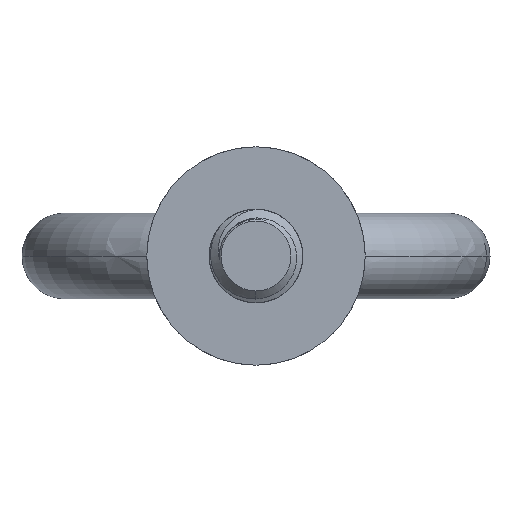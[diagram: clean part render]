
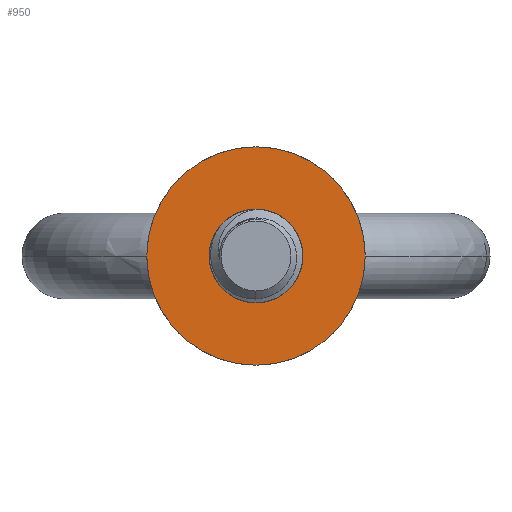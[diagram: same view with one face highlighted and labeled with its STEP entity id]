
A CAD part, front view. The second image highlights one B-rep face of the part: STEP entity #950.
In plain terms, the highlighted planar face has unit normal (0, -1, 0).
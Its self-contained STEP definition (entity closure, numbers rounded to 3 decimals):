
#14 = CARTESIAN_POINT ( 'NONE',  ( 2.603, 0., -1.251 ) ) ;
#32 = CARTESIAN_POINT ( 'NONE',  ( 2.989, 0., -0.132 ) ) ;
#139 = CARTESIAN_POINT ( 'NONE',  ( -2.281, 0., 0.92 ) ) ;
#152 = FACE_BOUND ( 'NONE', #783, .T. ) ;
#265 = CARTESIAN_POINT ( 'NONE',  ( -1.772, 0., -1.552 ) ) ;
#293 = CARTESIAN_POINT ( 'NONE',  ( -2.112, 0., -1.042 ) ) ;
#340 = CARTESIAN_POINT ( 'NONE',  ( -7., 0., 0. ) ) ;
#354 = CARTESIAN_POINT ( 'NONE',  ( 2.968, 0., -0.264 ) ) ;
#414 = FACE_OUTER_BOUND ( 'NONE', #1796, .T. ) ;
#423 = CIRCLE ( 'NONE', #1157, 3. ) ;
#450 = CARTESIAN_POINT ( 'NONE',  ( 0.565, 0., 2.784 ) ) ;
#492 = CARTESIAN_POINT ( 'NONE',  ( -2.365, 0., 0.535 ) ) ;
#506 = CARTESIAN_POINT ( 'NONE',  ( -1.875, 0., 1.745 ) ) ;
#587 = DIRECTION ( 'NONE',  ( 0., 0., -1. ) ) ;
#627 = CARTESIAN_POINT ( 'NONE',  ( -1.495, 0., -1.87 ) ) ;
#661 = B_SPLINE_CURVE_WITH_KNOTS ( 'NONE', 3,
 ( #2680, #627, #2997, #1328, #3706, #2005, #3375, #3057, #1714, #4092, #3751, #1019, #4075, #3410, #2031, #14, #2049, #2391, #1377, #354, #32, #2729 ),
 .UNSPECIFIED., .F., .F.,
 ( 4, 2, 2, 2, 2, 2, 2, 2, 2, 2, 4 ),
 ( 0., 0.001, 0.002, 0.002, 0.003, 0.004, 0.004, 0.005, 0.006, 0.006, 0.006 ),
 .UNSPECIFIED. ) ;
#783 = EDGE_LOOP ( 'NONE', ( #1257, #2904, #3983, #4296 ) ) ;
#805 = CARTESIAN_POINT ( 'NONE',  ( 1.692, 0., 2.434 ) ) ;
#816 = CARTESIAN_POINT ( 'NONE',  ( 2.121, 0., 2.121 ) ) ;
#831 = CARTESIAN_POINT ( 'NONE',  ( -1.951, 0., 1.638 ) ) ;
#950 = ADVANCED_FACE ( 'NONE', ( #152, #414 ), #1621, .T. ) ;
#985 = DIRECTION ( 'NONE',  ( 0., -1., 0. ) ) ;
#992 = CARTESIAN_POINT ( 'NONE',  ( -2.35, 0., 0. ) ) ;
#1019 = CARTESIAN_POINT ( 'NONE',  ( 1.68, 0., -2.18 ) ) ;
#1118 = CARTESIAN_POINT ( 'NONE',  ( -0.609, 0., 2.667 ) ) ;
#1128 = VERTEX_POINT ( 'NONE', #340 ) ;
#1145 = CARTESIAN_POINT ( 'NONE',  ( -1.315, 0., 2.304 ) ) ;
#1157 = AXIS2_PLACEMENT_3D ( 'NONE', #3023, #985, #3370 ) ;
#1163 = CARTESIAN_POINT ( 'NONE',  ( 1.919, 0., 2.291 ) ) ;
#1232 = VERTEX_POINT ( 'NONE', #992 ) ;
#1246 = CARTESIAN_POINT ( 'NONE',  ( 0., 0., 0. ) ) ;
#1250 = DIRECTION ( 'NONE',  ( 0., -1., 0. ) ) ;
#1257 = ORIENTED_EDGE ( 'NONE', *, *, #2690, .F. ) ;
#1260 = EDGE_CURVE ( 'NONE', #3651, #2325, #661, .T. ) ;
#1328 = CARTESIAN_POINT ( 'NONE',  ( -0.853, 0., -2.334 ) ) ;
#1377 = CARTESIAN_POINT ( 'NONE',  ( 2.909, 0., -0.521 ) ) ;
#1463 = CARTESIAN_POINT ( 'NONE',  ( -1.612, 0., 2.042 ) ) ;
#1477 = CARTESIAN_POINT ( 'NONE',  ( 7., 0., 0. ) ) ;
#1517 = CARTESIAN_POINT ( 'NONE',  ( 1.214, 0., 2.649 ) ) ;
#1531 = AXIS2_PLACEMENT_3D ( 'NONE', #3287, #1250, #3987 ) ;
#1621 = PLANE ( 'NONE',  #3406 ) ;
#1637 = CARTESIAN_POINT ( 'NONE',  ( -2.275, 0., -0.611 ) ) ;
#1714 = CARTESIAN_POINT ( 'NONE',  ( 0.958, 0., -2.504 ) ) ;
#1722 = CARTESIAN_POINT ( 'NONE',  ( 2.121, 0., 2.121 ) ) ;
#1796 = EDGE_LOOP ( 'NONE', ( #3012, #2009 ) ) ;
#1836 = CIRCLE ( 'NONE', #1531, 7. ) ;
#1996 = B_SPLINE_CURVE_WITH_KNOTS ( 'NONE', 3,
 ( #3700, #4333, #2650, #1637, #4010, #293, #2665, #2281, #265, #2740 ),
 .UNSPECIFIED., .F., .F.,
 ( 4, 2, 2, 2, 4 ),
 ( 0., 0., 0.001, 0.001, 0.002 ),
 .UNSPECIFIED. ) ;
#2005 = CARTESIAN_POINT ( 'NONE',  ( -0.096, 0., -2.57 ) ) ;
#2009 = ORIENTED_EDGE ( 'NONE', *, *, #3283, .T. ) ;
#2031 = CARTESIAN_POINT ( 'NONE',  ( 2.29, 0., -1.674 ) ) ;
#2049 = CARTESIAN_POINT ( 'NONE',  ( 2.732, 0., -1.015 ) ) ;
#2142 = CARTESIAN_POINT ( 'NONE',  ( -1.092, 0., 2.448 ) ) ;
#2196 = CARTESIAN_POINT ( 'NONE',  ( -0.357, 0., 2.739 ) ) ;
#2228 = DIRECTION ( 'NONE',  ( 0., -1., 0. ) ) ;
#2251 = EDGE_CURVE ( 'NONE', #2325, #3818, #423, .T. ) ;
#2281 = CARTESIAN_POINT ( 'NONE',  ( -1.869, 0., -1.434 ) ) ;
#2325 = VERTEX_POINT ( 'NONE', #2454 ) ;
#2391 = CARTESIAN_POINT ( 'NONE',  ( 2.871, 0., -0.647 ) ) ;
#2454 = CARTESIAN_POINT ( 'NONE',  ( 3., 0., 0. ) ) ;
#2471 = CARTESIAN_POINT ( 'NONE',  ( 0.171, 0., 2.797 ) ) ;
#2528 = CARTESIAN_POINT ( 'NONE',  ( -1.705, 0., 1.946 ) ) ;
#2589 = DIRECTION ( 'NONE',  ( 0., -1., 0. ) ) ;
#2650 = CARTESIAN_POINT ( 'NONE',  ( -2.335, 0., -0.31 ) ) ;
#2665 = CARTESIAN_POINT ( 'NONE',  ( -2.039, 0., -1.179 ) ) ;
#2680 = CARTESIAN_POINT ( 'NONE',  ( -1.662, 0., -1.662 ) ) ;
#2690 = EDGE_CURVE ( 'NONE', #1232, #3651, #1996, .T. ) ;
#2729 = CARTESIAN_POINT ( 'NONE',  ( 3., 0., 0. ) ) ;
#2740 = CARTESIAN_POINT ( 'NONE',  ( -1.662, 0., -1.662 ) ) ;
#2825 = CARTESIAN_POINT ( 'NONE',  ( -2.086, 0., 1.412 ) ) ;
#2904 = ORIENTED_EDGE ( 'NONE', *, *, #3517, .F. ) ;
#2997 = CARTESIAN_POINT ( 'NONE',  ( -1.3, 0., -2.046 ) ) ;
#3012 = ORIENTED_EDGE ( 'NONE', *, *, #3683, .T. ) ;
#3023 = CARTESIAN_POINT ( 'NONE',  ( 0., 0., 0. ) ) ;
#3057 = CARTESIAN_POINT ( 'NONE',  ( 0.698, 0., -2.559 ) ) ;
#3189 = CARTESIAN_POINT ( 'NONE',  ( 0.037, 0., 2.79 ) ) ;
#3197 = B_SPLINE_CURVE_WITH_KNOTS ( 'NONE', 3,
 ( #816, #1163, #805, #1517, #3562, #450, #3500, #2471, #3189, #2196, #1118, #2142, #1145, #1463, #2528, #506, #831, #2825, #3213, #3903, #139, #492, #4185, #3845 ),
 .UNSPECIFIED., .F., .F.,
 ( 4, 2, 2, 2, 2, 2, 2, 2, 2, 2, 2, 4 ),
 ( 0.001, 0.001, 0.002, 0.003, 0.003, 0.004, 0.005, 0.005, 0.005, 0.006, 0.006, 0.007 ),
 .UNSPECIFIED. ) ;
#3213 = CARTESIAN_POINT ( 'NONE',  ( -2.145, 0., 1.292 ) ) ;
#3283 = EDGE_CURVE ( 'NONE', #1128, #3625, #1836, .T. ) ;
#3287 = CARTESIAN_POINT ( 'NONE',  ( 0., 0., 0. ) ) ;
#3315 = CARTESIAN_POINT ( 'NONE',  ( 0., 0., 0. ) ) ;
#3370 = DIRECTION ( 'NONE',  ( 0., 0., 1. ) ) ;
#3375 = CARTESIAN_POINT ( 'NONE',  ( 0.169, 0., -2.592 ) ) ;
#3406 = AXIS2_PLACEMENT_3D ( 'NONE', #3315, #2589, #587 ) ;
#3410 = CARTESIAN_POINT ( 'NONE',  ( 2.103, 0., -1.867 ) ) ;
#3500 = CARTESIAN_POINT ( 'NONE',  ( 0.434, 0., 2.794 ) ) ;
#3514 = CARTESIAN_POINT ( 'NONE',  ( -1.662, 0., -1.662 ) ) ;
#3517 = EDGE_CURVE ( 'NONE', #3818, #1232, #3197, .T. ) ;
#3562 = CARTESIAN_POINT ( 'NONE',  ( 0.955, 0., 2.726 ) ) ;
#3613 = DIRECTION ( 'NONE',  ( 1., 0., 0. ) ) ;
#3625 = VERTEX_POINT ( 'NONE', #1477 ) ;
#3651 = VERTEX_POINT ( 'NONE', #3514 ) ;
#3683 = EDGE_CURVE ( 'NONE', #3625, #1128, #4012, .T. ) ;
#3700 = CARTESIAN_POINT ( 'NONE',  ( -2.35, 0., 0. ) ) ;
#3706 = CARTESIAN_POINT ( 'NONE',  ( -0.611, 0., -2.44 ) ) ;
#3751 = CARTESIAN_POINT ( 'NONE',  ( 1.45, 0., -2.308 ) ) ;
#3818 = VERTEX_POINT ( 'NONE', #1722 ) ;
#3845 = CARTESIAN_POINT ( 'NONE',  ( -2.35, 0., 0. ) ) ;
#3903 = CARTESIAN_POINT ( 'NONE',  ( -2.243, 0., 1.046 ) ) ;
#3983 = ORIENTED_EDGE ( 'NONE', *, *, #2251, .F. ) ;
#3987 = DIRECTION ( 'NONE',  ( 1., 0., 0. ) ) ;
#4010 = CARTESIAN_POINT ( 'NONE',  ( -2.23, 0., -0.758 ) ) ;
#4012 = CIRCLE ( 'NONE', #4038, 7. ) ;
#4038 = AXIS2_PLACEMENT_3D ( 'NONE', #1246, #2228, #3613 ) ;
#4075 = CARTESIAN_POINT ( 'NONE',  ( 1.79, 0., -2.108 ) ) ;
#4092 = CARTESIAN_POINT ( 'NONE',  ( 1.328, 0., -2.365 ) ) ;
#4185 = CARTESIAN_POINT ( 'NONE',  ( -2.38, 0., 0.265 ) ) ;
#4296 = ORIENTED_EDGE ( 'NONE', *, *, #1260, .F. ) ;
#4333 = CARTESIAN_POINT ( 'NONE',  ( -2.35, 0., -0.155 ) ) ;
